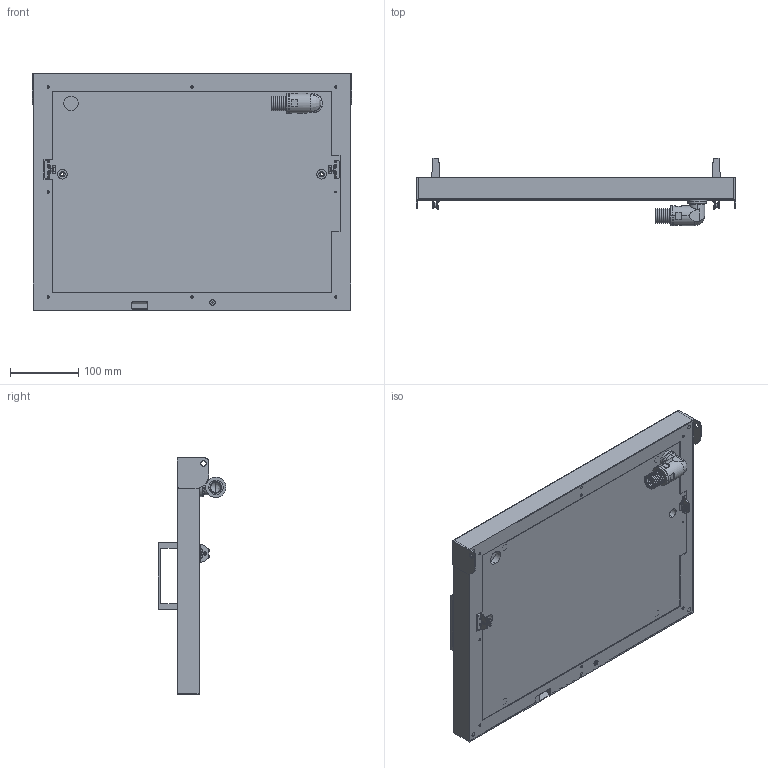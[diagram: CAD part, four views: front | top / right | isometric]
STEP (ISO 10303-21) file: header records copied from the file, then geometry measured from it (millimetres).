
FILE_DESCRIPTION (( 'STEP AP214' ), '1' );
FILE_NAME ('INGUN_113750.STEP', '2024-02-06T13:47:25', ( '' ), ( '' ), 'SwSTEP 2.0', 'SolidWorks 2021', '' );
FILE_SCHEMA (( 'AUTOMOTIVE_DESIGN' ));
Length unit declared in the file: millimetre
Products named in the file (17): 115289~0_S; 49317~0; ISO7380~n_M04,0x012; 1607~1; 113753~0_S; 112176~0_S; 19420~3; 111995~2_S; 11655~0; INGUN_113750; 11657~0; 104093~2_KUNDE<S>; 112087~2_S; 113752~0_S; 115767~0_S; Gewindebuchse~n_M04-07,5 offen; 113751~0_S
Assembly tree (24 placements, depth 4):
  INGUN_113750
    115767~0_S
      113751~0_S
      Gewindebuchse~n_M04-07,5 offen  x4
    113752~0_S
    113753~0_S
    104093~2_KUNDE<S>
    1607~1  x2
    ISO7380~n_M04,0x012  x4
    112176~0_S  x2
      112087~2_S
        111995~2_S
        115289~0_S
      49317~0
    19420~3
    11657~0
    11655~0
Bounding box: 469 x 99.45 x 346 mm (x, y, z)
Volume: 2810950.3 mm3; surface area: 983624.7 mm2
Topology: 23 solids, 23 shells, 1398 faces, 3368 edges, 2187 vertices
Faces by surface type: plane 824, cylinder 478, cone 50, torus 32, bspline 14
Entity records: 24358 total; most frequent: CARTESIAN_POINT 4300, DIRECTION 4221, ORIENTED_EDGE 3760, EDGE_CURVE 1880, AXIS2_PLACEMENT_3D 1595, VERTEX_POINT 1218, VECTOR 1031, LINE 1031
